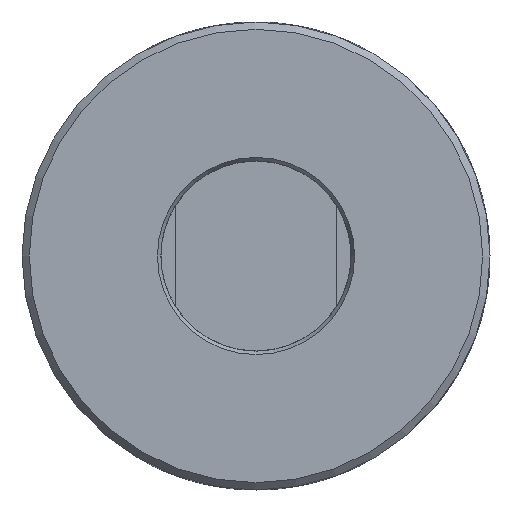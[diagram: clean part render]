
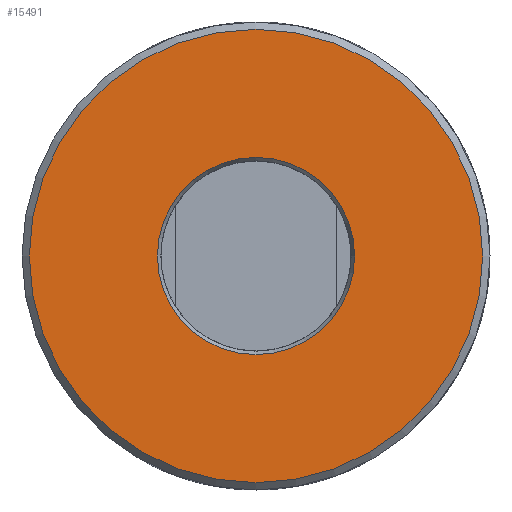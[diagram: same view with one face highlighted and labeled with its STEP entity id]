
A CAD part, front view. The second image highlights one B-rep face of the part: STEP entity #15491.
In plain terms, the highlighted planar face has unit normal (0, -1, 0).
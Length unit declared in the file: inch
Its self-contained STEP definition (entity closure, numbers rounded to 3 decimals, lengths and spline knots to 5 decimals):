
#1608 = DIRECTION ( 'NONE',  ( -1., 0., 0. ) ) ;
#2545 = CIRCLE ( 'NONE', #7611, 0.84287 ) ;
#4493 = ORIENTED_EDGE ( 'NONE', *, *, #19565, .T. ) ;
#5107 = EDGE_CURVE ( 'NONE', #10429, #10429, #12512, .T. ) ;
#7611 = AXIS2_PLACEMENT_3D ( 'NONE', #12440, #21313, #31837 ) ;
#9758 = FACE_OUTER_BOUND ( 'NONE', #28993, .T. ) ;
#10429 = VERTEX_POINT ( 'NONE', #19090 ) ;
#11898 = DIRECTION ( 'NONE',  ( -1., 0., 0. ) ) ;
#12440 = CARTESIAN_POINT ( 'NONE',  ( 0., 0.21035, 0. ) ) ;
#12512 = CIRCLE ( 'NONE', #35441, 1.9385 ) ;
#14673 = DIRECTION ( 'NONE',  ( 0., 1., 0. ) ) ;
#15491 = ADVANCED_FACE ( 'NONE', ( #9758, #28006 ), #25008, .F. ) ;
#15499 = DIRECTION ( 'NONE',  ( 0., 1., 0. ) ) ;
#19090 = CARTESIAN_POINT ( 'NONE',  ( -1.9385, 0.21035, 0. ) ) ;
#19565 = EDGE_CURVE ( 'NONE', #20352, #20352, #2545, .T. ) ;
#20352 = VERTEX_POINT ( 'NONE', #32935 ) ;
#21313 = DIRECTION ( 'NONE',  ( 0., 1., 0. ) ) ;
#22828 = CARTESIAN_POINT ( 'NONE',  ( 1.9385, 0.21035, 0. ) ) ;
#23646 = CARTESIAN_POINT ( 'NONE',  ( 0., 0.21035, 0. ) ) ;
#24924 = EDGE_LOOP ( 'NONE', ( #4493 ) ) ;
#25008 = PLANE ( 'NONE',  #27783 ) ;
#26436 = ORIENTED_EDGE ( 'NONE', *, *, #5107, .F. ) ;
#27783 = AXIS2_PLACEMENT_3D ( 'NONE', #22828, #14673, #11898 ) ;
#28006 = FACE_BOUND ( 'NONE', #24924, .T. ) ;
#28993 = EDGE_LOOP ( 'NONE', ( #26436 ) ) ;
#31837 = DIRECTION ( 'NONE',  ( -1., 0., 0. ) ) ;
#32935 = CARTESIAN_POINT ( 'NONE',  ( -0.84287, 0.21035, 0. ) ) ;
#35441 = AXIS2_PLACEMENT_3D ( 'NONE', #23646, #15499, #1608 ) ;
